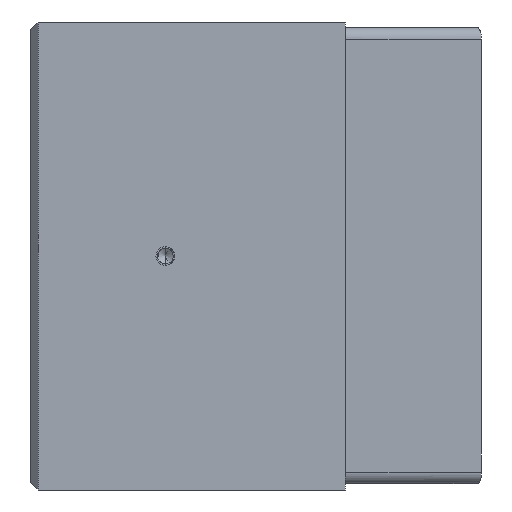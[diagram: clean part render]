
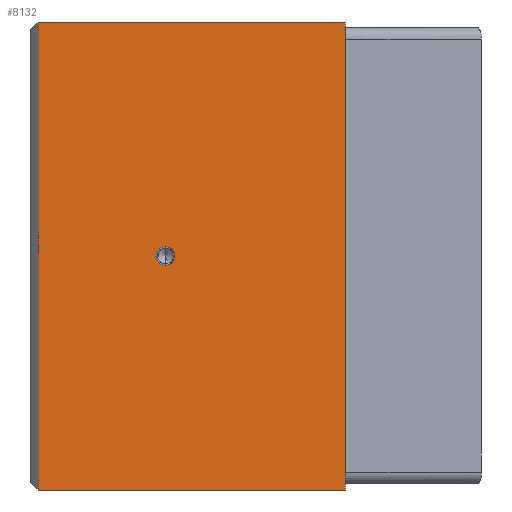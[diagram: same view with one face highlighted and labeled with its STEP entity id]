
A CAD part, left-side view. The second image highlights one B-rep face of the part: STEP entity #8132.
In plain terms, the highlighted planar face has unit normal (-1, 0, 0).
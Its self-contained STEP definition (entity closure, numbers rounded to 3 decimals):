
#107 = CARTESIAN_POINT ( 'NONE',  ( -125., 48., 2.5 ) ) ;
#340 = DIRECTION ( 'NONE',  ( 0., 0., 1. ) ) ;
#556 = CARTESIAN_POINT ( 'NONE',  ( -125., 82., 62.5 ) ) ;
#1059 = VERTEX_POINT ( 'NONE', #2813 ) ;
#1125 = PLANE ( 'NONE',  #4564 ) ;
#1140 = DIRECTION ( 'NONE',  ( 0., 0., 1. ) ) ;
#1304 = DIRECTION ( 'NONE',  ( 0., -1., 0. ) ) ;
#1522 = LINE ( 'NONE', #9982, #2750 ) ;
#1553 = EDGE_CURVE ( 'NONE', #8479, #2794, #6746, .T. ) ;
#1606 = LINE ( 'NONE', #5147, #1894 ) ;
#1894 = VECTOR ( 'NONE', #1140, 1000. ) ;
#2136 = FACE_BOUND ( 'NONE', #6318, .T. ) ;
#2206 = VECTOR ( 'NONE', #1304, 1000. ) ;
#2408 = DIRECTION ( 'NONE',  ( -1., 0., 0. ) ) ;
#2750 = VECTOR ( 'NONE', #3212, 1000. ) ;
#2794 = VERTEX_POINT ( 'NONE', #10608 ) ;
#2813 = CARTESIAN_POINT ( 'NONE',  ( -125., 0., -62.5 ) ) ;
#2913 = ORIENTED_EDGE ( 'NONE', *, *, #7105, .F. ) ;
#3212 = DIRECTION ( 'NONE',  ( 0., -1., 0. ) ) ;
#3715 = DIRECTION ( 'NONE',  ( 1., 0., 0. ) ) ;
#4181 = VECTOR ( 'NONE', #7000, 1000. ) ;
#4321 = CARTESIAN_POINT ( 'NONE',  ( -125., 82., -62.5 ) ) ;
#4564 = AXIS2_PLACEMENT_3D ( 'NONE', #8862, #3715, #6394 ) ;
#4601 = ORIENTED_EDGE ( 'NONE', *, *, #9083, .F. ) ;
#4720 = FACE_OUTER_BOUND ( 'NONE', #5401, .T. ) ;
#5147 = CARTESIAN_POINT ( 'NONE',  ( -125., 0., 62.5 ) ) ;
#5239 = ORIENTED_EDGE ( 'NONE', *, *, #9026, .T. ) ;
#5401 = EDGE_LOOP ( 'NONE', ( #4601, #6333, #5239, #10646 ) ) ;
#5645 = AXIS2_PLACEMENT_3D ( 'NONE', #7457, #2408, #10967 ) ;
#5668 = AXIS2_PLACEMENT_3D ( 'NONE', #8703, #6122, #340 ) ;
#6122 = DIRECTION ( 'NONE',  ( -1., 0., 0. ) ) ;
#6318 = EDGE_LOOP ( 'NONE', ( #8632, #2913 ) ) ;
#6333 = ORIENTED_EDGE ( 'NONE', *, *, #8408, .T. ) ;
#6353 = CARTESIAN_POINT ( 'NONE',  ( -125., 84., -62.5 ) ) ;
#6394 = DIRECTION ( 'NONE',  ( 0., 0., -1. ) ) ;
#6540 = CIRCLE ( 'NONE', #5645, 2.5 ) ;
#6746 = CIRCLE ( 'NONE', #5668, 2.5 ) ;
#7000 = DIRECTION ( 'NONE',  ( 0., 0., -1. ) ) ;
#7105 = EDGE_CURVE ( 'NONE', #2794, #8479, #6540, .T. ) ;
#7457 = CARTESIAN_POINT ( 'NONE',  ( -125., 48., 0. ) ) ;
#7591 = EDGE_CURVE ( 'NONE', #1059, #8650, #1606, .T. ) ;
#8132 = ADVANCED_FACE ( 'NONE', ( #2136, #4720 ), #1125, .F. ) ;
#8161 = CARTESIAN_POINT ( 'NONE',  ( -125., 0., 62.5 ) ) ;
#8408 = EDGE_CURVE ( 'NONE', #10543, #8461, #8569, .T. ) ;
#8461 = VERTEX_POINT ( 'NONE', #4321 ) ;
#8479 = VERTEX_POINT ( 'NONE', #107 ) ;
#8569 = LINE ( 'NONE', #9358, #4181 ) ;
#8632 = ORIENTED_EDGE ( 'NONE', *, *, #1553, .F. ) ;
#8650 = VERTEX_POINT ( 'NONE', #8161 ) ;
#8703 = CARTESIAN_POINT ( 'NONE',  ( -125., 48., 0. ) ) ;
#8862 = CARTESIAN_POINT ( 'NONE',  ( -125., 84., 62.5 ) ) ;
#9026 = EDGE_CURVE ( 'NONE', #8461, #1059, #10546, .T. ) ;
#9083 = EDGE_CURVE ( 'NONE', #10543, #8650, #1522, .T. ) ;
#9358 = CARTESIAN_POINT ( 'NONE',  ( -125., 82., 62.5 ) ) ;
#9982 = CARTESIAN_POINT ( 'NONE',  ( -125., 84., 62.5 ) ) ;
#10543 = VERTEX_POINT ( 'NONE', #556 ) ;
#10546 = LINE ( 'NONE', #6353, #2206 ) ;
#10608 = CARTESIAN_POINT ( 'NONE',  ( -125., 48., -2.5 ) ) ;
#10646 = ORIENTED_EDGE ( 'NONE', *, *, #7591, .T. ) ;
#10967 = DIRECTION ( 'NONE',  ( 0., 0., 1. ) ) ;
